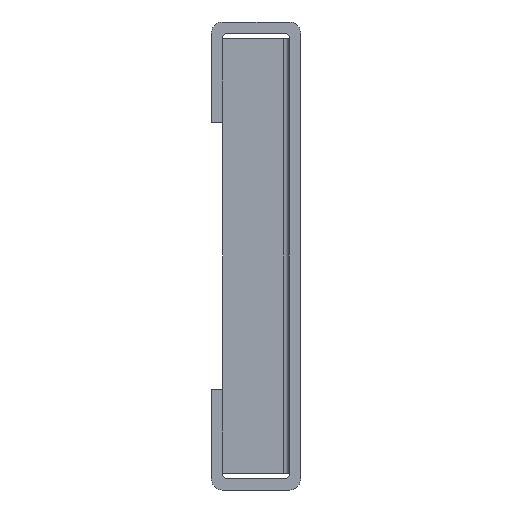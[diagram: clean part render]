
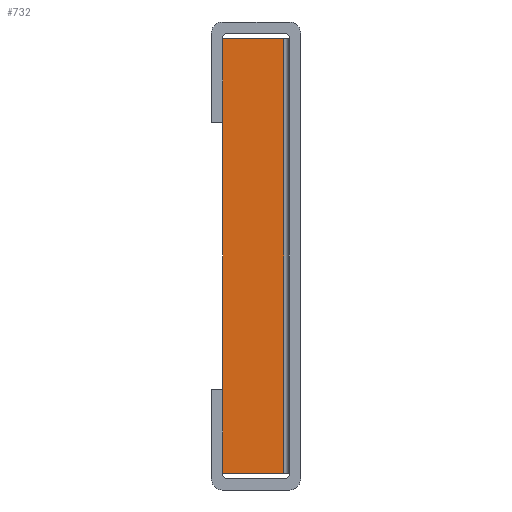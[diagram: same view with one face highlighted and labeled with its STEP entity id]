
A CAD part, left-side view. The second image highlights one B-rep face of the part: STEP entity #732.
In plain terms, the highlighted planar face has unit normal (-1, 0, 0).
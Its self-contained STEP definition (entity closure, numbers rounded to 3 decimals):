
#143=DIRECTION('',(0.,0.,1.));
#144=VECTOR('',#143,19.5);
#145=CARTESIAN_POINT('',(-60.785,3.5,-71.914));
#146=LINE('',#145,#144);
#151=DIRECTION('',(0.,1.,0.));
#152=VECTOR('',#151,2.75);
#153=CARTESIAN_POINT('',(-60.785,0.75,
-52.414));
#154=LINE('',#153,#152);
#155=DIRECTION('',(0.,0.,1.));
#156=VECTOR('',#155,19.5);
#157=CARTESIAN_POINT('',(-60.785,0.75,
-71.914));
#158=LINE('',#157,#156);
#159=DIRECTION('',(0.,1.,0.));
#160=VECTOR('',#159,2.75);
#161=CARTESIAN_POINT('',(-60.785,0.75,
-71.914));
#162=LINE('',#161,#160);
#475=CARTESIAN_POINT('',(-60.785,3.5,-71.914));
#476=CARTESIAN_POINT('',(-60.785,3.5,-52.414));
#477=VERTEX_POINT('',#475);
#478=VERTEX_POINT('',#476);
#483=CARTESIAN_POINT('',(-60.785,0.75,
-71.914));
#484=CARTESIAN_POINT('',(-60.785,0.75,
-52.414));
#485=VERTEX_POINT('',#483);
#486=VERTEX_POINT('',#484);
#721=CARTESIAN_POINT('',(-60.785,0.5,-72.664));
#722=DIRECTION('',(-1.,0.,0.));
#723=DIRECTION('',(0.,0.,1.));
#724=AXIS2_PLACEMENT_3D('',#721,#722,#723);
#725=PLANE('',#724);
#726=ORIENTED_EDGE('',*,*,#698,.T.);
#727=ORIENTED_EDGE('',*,*,#710,.F.);
#728=ORIENTED_EDGE('',*,*,#635,.F.);
#729=ORIENTED_EDGE('',*,*,#654,.T.);
#730=EDGE_LOOP('',(#726,#727,#728,#729));
#731=FACE_OUTER_BOUND('',#730,.F.);
#635=EDGE_CURVE('',#485,#486,#158,.T.);
#654=EDGE_CURVE('',#485,#477,#162,.T.);
#698=EDGE_CURVE('',#477,#478,#146,.T.);
#710=EDGE_CURVE('',#486,#478,#154,.T.);
#732=ADVANCED_FACE('',(#731),#725,.T.);
